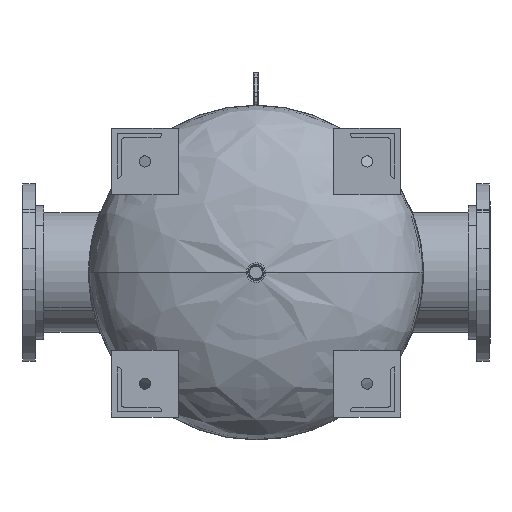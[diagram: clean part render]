
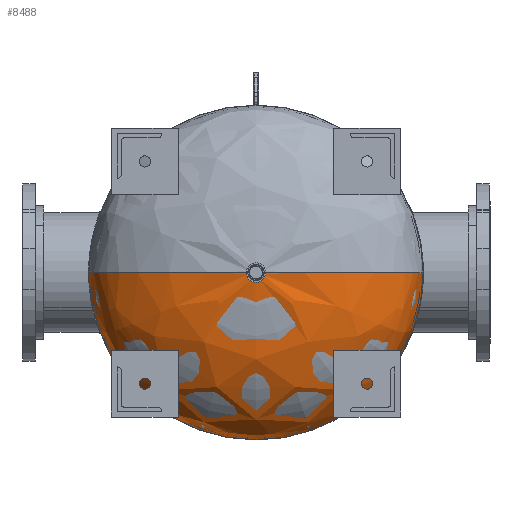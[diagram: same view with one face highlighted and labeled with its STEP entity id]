
A CAD part, front view. The second image highlights one B-rep face of the part: STEP entity #8488.
In plain terms, the highlighted free-form (B-spline) face has degree [3, 3] with [4, 4] control points.
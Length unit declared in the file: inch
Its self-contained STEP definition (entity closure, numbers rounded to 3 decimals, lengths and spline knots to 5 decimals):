
#161 = CARTESIAN_POINT ( 'NONE',  ( -15., 5.05806, -30. ) ) ;
#331 = CARTESIAN_POINT ( 'NONE',  ( -9.18163, 8.15201, -18.36325 ) ) ;
#373 = CARTESIAN_POINT ( 'NONE',  ( 15., 0.788, 0. ) ) ;
#419 = CARTESIAN_POINT ( 'NONE',  ( 15., 0.788, 0. ) ) ;
#694 = CARTESIAN_POINT ( 'NONE',  ( 0.75, 8.36551, 0. ) ) ;
#795 = ORIENTED_EDGE ( 'NONE', *, *, #16510, .F. ) ;
#1199 = CARTESIAN_POINT ( 'NONE',  ( 0., 8.36551, 0. ) ) ;
#1393 = CARTESIAN_POINT ( 'NONE',  ( 9.18163, 8.15201, -18.36325 ) ) ;
#1474 = CARTESIAN_POINT ( 'NONE',  ( 15., 0.788, -30. ) ) ;
#1512 = AXIS2_PLACEMENT_3D ( 'NONE', #3185, #8765, #13983 ) ;
#1831 = ORIENTED_EDGE ( 'NONE', *, *, #16513, .T. ) ;
#1844 = AXIS2_PLACEMENT_3D ( 'NONE', #3644, #14705, #17106 ) ;
#2120 = CARTESIAN_POINT ( 'NONE',  ( -15., 0.788, 0. ) ) ;
#2813 = VERTEX_POINT ( 'NONE', #3261 ) ;
#2937 =( BOUNDED_CURVE ( )  B_SPLINE_CURVE ( 3, ( #4970, #10371, #17373, #6644 ),
 .UNSPECIFIED., .F., .F. ) 
 B_SPLINE_CURVE_WITH_KNOTS ( ( 4, 4 ),
 ( 4.76241, 6.28319 ),
 .UNSPECIFIED. ) 
 CURVE ( )  GEOMETRIC_REPRESENTATION_ITEM ( )  RATIONAL_B_SPLINE_CURVE ( ( 1., 0.816, 0.816, 1. ) ) 
 REPRESENTATION_ITEM ( '' )  );
#2951 = CIRCLE ( 'NONE', #1844, 15. ) ;
#3012 = CARTESIAN_POINT ( 'NONE',  ( -0.75, 8.36551, 0. ) ) ;
#3185 = CARTESIAN_POINT ( 'NONE',  ( 0., 8.36551, 0. ) ) ;
#3261 = CARTESIAN_POINT ( 'NONE',  ( 0., 8.36551, -0.75 ) ) ;
#3271 = CARTESIAN_POINT ( 'NONE',  ( -15., 5.05806, 0. ) ) ;
#3368 = CARTESIAN_POINT ( 'NONE',  ( -15., 0.788, 0. ) ) ;
#3644 = CARTESIAN_POINT ( 'NONE',  ( 0., 0.788, 0. ) ) ;
#4031 = EDGE_CURVE ( 'NONE', #12721, #8314, #2951, .T. ) ;
#4118 = EDGE_CURVE ( 'NONE', #5506, #12721, #2937, .T. ) ;
#4211 = VERTEX_POINT ( 'NONE', #3012 ) ;
#4315 = CARTESIAN_POINT ( 'NONE',  ( -0.75, 8.36551, 0. ) ) ;
#4622 = CIRCLE ( 'NONE', #1512, 0.75 ) ;
#4970 = CARTESIAN_POINT ( 'NONE',  ( 0.75, 8.36551, 0. ) ) ;
#5506 = VERTEX_POINT ( 'NONE', #694 ) ;
#5592 = ORIENTED_EDGE ( 'NONE', *, *, #4118, .T. ) ;
#6644 = CARTESIAN_POINT ( 'NONE',  ( 15., 0.788, 0. ) ) ;
#6799 = CARTESIAN_POINT ( 'NONE',  ( -15., 0.788, 0. ) ) ;
#7925 = DIRECTION ( 'NONE',  ( -1., 0., 0. ) ) ;
#8086 = AXIS2_PLACEMENT_3D ( 'NONE', #1199, #9346, #7925 ) ;
#8124 = CARTESIAN_POINT ( 'NONE',  ( 9.18163, 8.15201, 0. ) ) ;
#8205 = CARTESIAN_POINT ( 'NONE',  ( -0.75, 8.36551, -1.5 ) ) ;
#8314 = VERTEX_POINT ( 'NONE', #2120 ) ;
#8380 = CARTESIAN_POINT ( 'NONE',  ( -15., 0.788, -30. ) ) ;
#8488 = ADVANCED_FACE ( 'NONE', ( #14954 ), #13315, .T. ) ;
#8582 = CARTESIAN_POINT ( 'NONE',  ( -0.75, 8.36551, 0. ) ) ;
#8765 = DIRECTION ( 'NONE',  ( 0., -1., 0. ) ) ;
#9101 = EDGE_CURVE ( 'NONE', #2813, #5506, #9221, .T. ) ;
#9221 = CIRCLE ( 'NONE', #8086, 0.75 ) ;
#9346 = DIRECTION ( 'NONE',  ( 0., -1., 0. ) ) ;
#9474 = EDGE_LOOP ( 'NONE', ( #795, #1831, #12125, #5592, #10438 ) ) ;
#9630 = CARTESIAN_POINT ( 'NONE',  ( 0.75, 8.36551, 0. ) ) ;
#9718 = CARTESIAN_POINT ( 'NONE',  ( -15., 5.05806, 0. ) ) ;
#10371 = CARTESIAN_POINT ( 'NONE',  ( 9.18163, 8.15201, 0. ) ) ;
#10438 = ORIENTED_EDGE ( 'NONE', *, *, #4031, .T. ) ;
#11419 =( BOUNDED_CURVE ( )  B_SPLINE_CURVE ( 3, ( #8582, #16750, #3271, #3368 ),
 .UNSPECIFIED., .F., .F. ) 
 B_SPLINE_CURVE_WITH_KNOTS ( ( 4, 4 ),
 ( 4.76241, 6.28319 ),
 .UNSPECIFIED. ) 
 CURVE ( )  GEOMETRIC_REPRESENTATION_ITEM ( )  RATIONAL_B_SPLINE_CURVE ( ( 1., 0.816, 0.816, 1. ) ) 
 REPRESENTATION_ITEM ( '' )  );
#12125 = ORIENTED_EDGE ( 'NONE', *, *, #9101, .T. ) ;
#12721 = VERTEX_POINT ( 'NONE', #373 ) ;
#13315 =( BOUNDED_SURFACE ( )  B_SPLINE_SURFACE ( 3, 3, ( 
 ( #9630, #13688, #8205, #4315 ),
 ( #8124, #1393, #331, #16380 ),
 ( #15038, #13868, #161, #9718 ),
 ( #419, #1474, #8380, #6799 ) ),
 .UNSPECIFIED., .F., .F., .F. ) 
 B_SPLINE_SURFACE_WITH_KNOTS ( ( 4, 4 ),
 ( 4, 4 ),
 ( 0., 1. ),
 ( 0., 1. ),
 .UNSPECIFIED. ) 
 GEOMETRIC_REPRESENTATION_ITEM ( )  RATIONAL_B_SPLINE_SURFACE ( (
 ( 1., 0.333, 0.333, 1.),
 ( 0.816, 0.272, 0.272, 0.816),
 ( 0.816, 0.272, 0.272, 0.816),
 ( 1., 0.333, 0.333, 1.) ) ) 
 REPRESENTATION_ITEM ( '' )  SURFACE ( )  );
#13688 = CARTESIAN_POINT ( 'NONE',  ( 0.75, 8.36551, -1.5 ) ) ;
#13868 = CARTESIAN_POINT ( 'NONE',  ( 15., 5.05806, -30. ) ) ;
#13983 = DIRECTION ( 'NONE',  ( -1., 0., 0. ) ) ;
#14705 = DIRECTION ( 'NONE',  ( 0., 1., 0. ) ) ;
#14954 = FACE_OUTER_BOUND ( 'NONE', #9474, .T. ) ;
#15038 = CARTESIAN_POINT ( 'NONE',  ( 15., 5.05806, 0. ) ) ;
#16380 = CARTESIAN_POINT ( 'NONE',  ( -9.18163, 8.15201, 0. ) ) ;
#16510 = EDGE_CURVE ( 'NONE', #4211, #8314, #11419, .T. ) ;
#16513 = EDGE_CURVE ( 'NONE', #4211, #2813, #4622, .T. ) ;
#16750 = CARTESIAN_POINT ( 'NONE',  ( -9.18163, 8.15201, 0. ) ) ;
#17106 = DIRECTION ( 'NONE',  ( -1., 0., 0. ) ) ;
#17373 = CARTESIAN_POINT ( 'NONE',  ( 15., 5.05806, 0. ) ) ;
